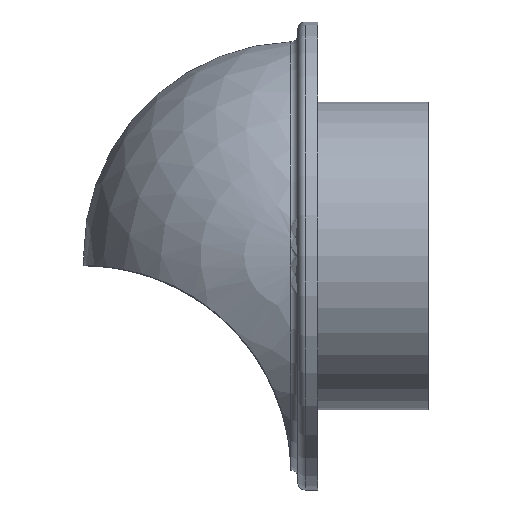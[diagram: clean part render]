
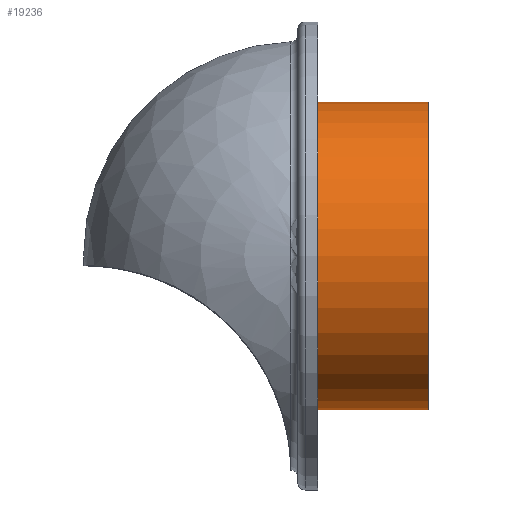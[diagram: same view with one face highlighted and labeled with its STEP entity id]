
A CAD part, top view. The second image highlights one B-rep face of the part: STEP entity #19236.
In plain terms, the highlighted cylindrical face has radius 62.5 mm (diameter 125 mm), a partial arc.
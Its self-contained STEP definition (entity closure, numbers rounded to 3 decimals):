
#153 = VERTEX_POINT ( 'NONE', #22749 ) ;
#1958 = VERTEX_POINT ( 'NONE', #13159 ) ;
#2977 = EDGE_CURVE ( 'NONE', #1958, #28673, #17796, .T. ) ;
#3218 = CARTESIAN_POINT ( 'NONE',  ( -95., 0., 0. ) ) ;
#3311 = DIRECTION ( 'NONE',  ( -1., 0., 0. ) ) ;
#4354 = VECTOR ( 'NONE', #13760, 1000. ) ;
#4934 = AXIS2_PLACEMENT_3D ( 'NONE', #9728, #11904, #5007 ) ;
#5007 = DIRECTION ( 'NONE',  ( 0., -1., 0. ) ) ;
#5818 = VECTOR ( 'NONE', #8231, 1000. ) ;
#6311 = EDGE_LOOP ( 'NONE', ( #15520, #7116, #11273, #9581 ) ) ;
#7116 = ORIENTED_EDGE ( 'NONE', *, *, #8834, .T. ) ;
#8231 = DIRECTION ( 'NONE',  ( -1., 0., 0. ) ) ;
#8330 = CARTESIAN_POINT ( 'NONE',  ( -95., 62.5, 0. ) ) ;
#8834 = EDGE_CURVE ( 'NONE', #28673, #153, #10500, .T. ) ;
#9532 = CARTESIAN_POINT ( 'NONE',  ( 0., -62.5, 0. ) ) ;
#9581 = ORIENTED_EDGE ( 'NONE', *, *, #20774, .F. ) ;
#9728 = CARTESIAN_POINT ( 'NONE',  ( 45., 0., 0. ) ) ;
#10500 = LINE ( 'NONE', #8330, #5818 ) ;
#11273 = ORIENTED_EDGE ( 'NONE', *, *, #16062, .F. ) ;
#11826 = CARTESIAN_POINT ( 'NONE',  ( -95., -62.5, 0. ) ) ;
#11904 = DIRECTION ( 'NONE',  ( -1., 0., 0. ) ) ;
#13041 = AXIS2_PLACEMENT_3D ( 'NONE', #3218, #3311, #22012 ) ;
#13159 = CARTESIAN_POINT ( 'NONE',  ( 45., -62.5, 0. ) ) ;
#13760 = DIRECTION ( 'NONE',  ( -1., 0., 0. ) ) ;
#15520 = ORIENTED_EDGE ( 'NONE', *, *, #2977, .T. ) ;
#16062 = EDGE_CURVE ( 'NONE', #19042, #153, #28023, .T. ) ;
#17403 = FACE_OUTER_BOUND ( 'NONE', #6311, .T. ) ;
#17449 = CARTESIAN_POINT ( 'NONE',  ( 45., 62.5, 0. ) ) ;
#17796 = CIRCLE ( 'NONE', #4934, 62.5 ) ;
#18852 = DIRECTION ( 'NONE',  ( -1., 0., 0. ) ) ;
#18953 = CARTESIAN_POINT ( 'NONE',  ( 0., 0., 0. ) ) ;
#19042 = VERTEX_POINT ( 'NONE', #9532 ) ;
#19236 = ADVANCED_FACE ( 'NONE', ( #17403 ), #25328, .T. ) ;
#19828 = LINE ( 'NONE', #11826, #4354 ) ;
#20774 = EDGE_CURVE ( 'NONE', #1958, #19042, #19828, .T. ) ;
#22012 = DIRECTION ( 'NONE',  ( 0., -1., 0. ) ) ;
#22749 = CARTESIAN_POINT ( 'NONE',  ( 0., 62.5, 0. ) ) ;
#23690 = DIRECTION ( 'NONE',  ( 0., -1., 0. ) ) ;
#25328 = CYLINDRICAL_SURFACE ( 'NONE', #13041, 62.5 ) ;
#28023 = CIRCLE ( 'NONE', #29277, 62.5 ) ;
#28673 = VERTEX_POINT ( 'NONE', #17449 ) ;
#29277 = AXIS2_PLACEMENT_3D ( 'NONE', #18953, #18852, #23690 ) ;
